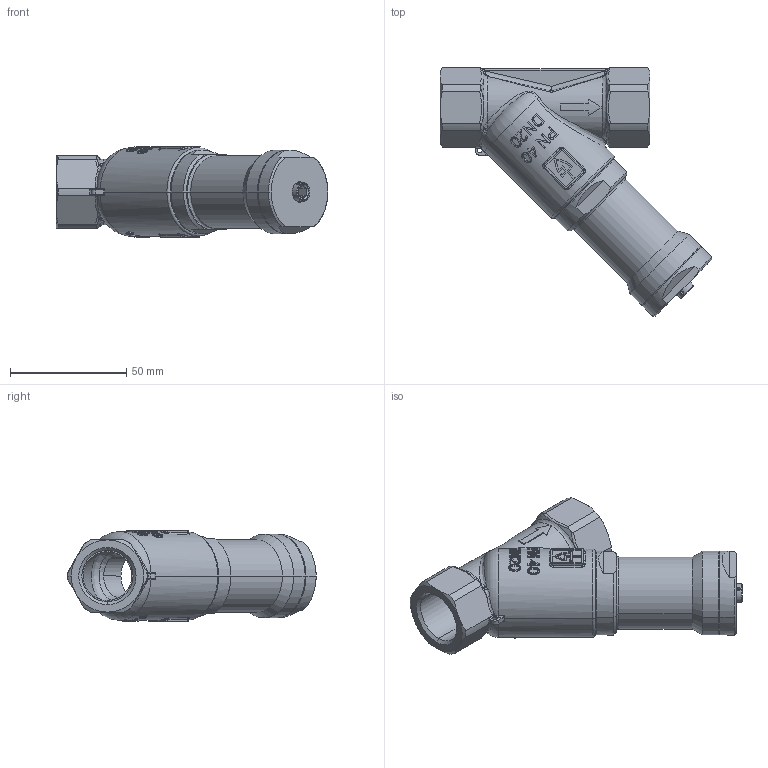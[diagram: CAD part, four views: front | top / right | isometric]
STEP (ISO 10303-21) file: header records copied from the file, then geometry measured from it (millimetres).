
FILE_DESCRIPTION (( 'STEP AP214' ), '1' );
FILE_NAME ('417ytGFO_20_FF_2020.STEP', '2021-05-27T13:25:45', ( '' ), ( '' ), 'SwSTEP 2.0', 'SolidWorks 2020', '' );
FILE_SCHEMA (( 'AUTOMOTIVE_DESIGN' ));
Length unit declared in the file: millimetre
Products named in the file (1): 417ytGFO_20_FF_2020
Bounding box: 116.59 x 106.59 x 39 mm (x, y, z)
Volume: 85387 mm3; surface area: 42216.8 mm2
Topology: 4 solids, 4 shells, 751 faces, 1871 edges, 1157 vertices
Faces by surface type: bspline 237, plane 237, cylinder 165, cone 75, torus 35, sphere 2
Entity records: 51318 total; most frequent: CARTESIAN_POINT 26966, ORIENTED_EDGE 3710, DIRECTION 2800, EDGE_CURVE 1855, VERTEX_POINT 1157, AXIS2_PLACEMENT_3D 1105, EDGE_LOOP 810, UNCERTAINTY_MEASURE_WITH_UNIT 757
